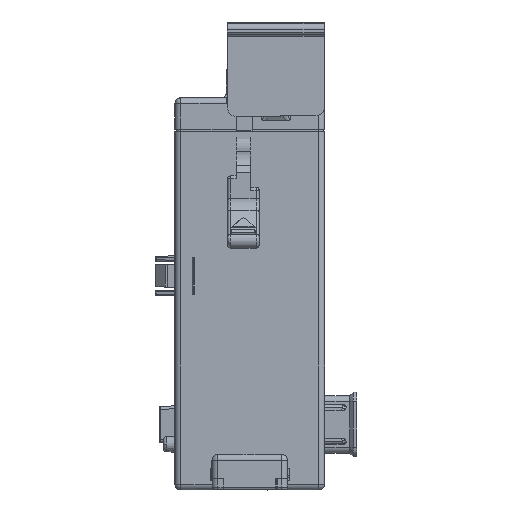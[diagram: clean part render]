
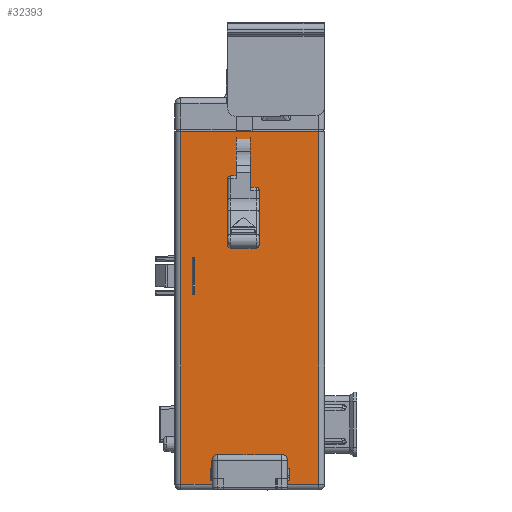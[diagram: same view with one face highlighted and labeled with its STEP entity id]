
A CAD part, front view. The second image highlights one B-rep face of the part: STEP entity #32393.
In plain terms, the highlighted planar face has unit normal (0, -1, 0).
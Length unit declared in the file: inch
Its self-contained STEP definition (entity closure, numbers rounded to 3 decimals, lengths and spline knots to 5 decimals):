
#187 = CARTESIAN_POINT ( 'NONE',  ( 0.47868, -1.51293, -2.42633 ) ) ;
#2330 = VECTOR ( 'NONE', #70044, 39.37008 ) ;
#6737 = LINE ( 'NONE', #11015, #212217 ) ;
#7055 = EDGE_CURVE ( 'NONE', #91404, #204170, #64266, .T. ) ;
#9047 = EDGE_LOOP ( 'NONE', ( #29738, #77048, #56759, #194302, #55224, #197917, #69556, #204632, #46705, #140970, #136755, #193355 ) ) ;
#11015 = CARTESIAN_POINT ( 'NONE',  ( -0.24672, -1.51293, -2.42633 ) ) ;
#12909 = DIRECTION ( 'NONE',  ( 0., 1., 0. ) ) ;
#14000 = EDGE_CURVE ( 'NONE', #102346, #204170, #85971, .T. ) ;
#14814 = VECTOR ( 'NONE', #173899, 39.37008 ) ;
#17119 = VECTOR ( 'NONE', #61274, 39.37008 ) ;
#17193 = DIRECTION ( 'NONE',  ( 0., 0., -1. ) ) ;
#19515 = CARTESIAN_POINT ( 'NONE',  ( 0.2769, -1.51293, -2.4027 ) ) ;
#21509 = VECTOR ( 'NONE', #178059, 39.37008 ) ;
#21734 = DIRECTION ( 'NONE',  ( -1., 0., 0. ) ) ;
#24470 = CARTESIAN_POINT ( 'NONE',  ( -0.20735, -1.51293, -2.4027 ) ) ;
#25279 = EDGE_CURVE ( 'NONE', #195482, #213107, #191521, .T. ) ;
#29738 = ORIENTED_EDGE ( 'NONE', *, *, #208749, .F. ) ;
#32393 = ADVANCED_FACE ( 'NONE', ( #193075 ), #139557, .F. ) ;
#33289 = CARTESIAN_POINT ( 'NONE',  ( -0.47211, -1.51293, 0. ) ) ;
#38337 = VECTOR ( 'NONE', #21734, 39.37008 ) ;
#38549 = LINE ( 'NONE', #109789, #17119 ) ;
#43291 = CARTESIAN_POINT ( 'NONE',  ( 0.25328, -1.51293, -2.4027 ) ) ;
#45696 = CARTESIAN_POINT ( 'NONE',  ( -0.27034, -1.51293, -2.31806 ) ) ;
#46705 = ORIENTED_EDGE ( 'NONE', *, *, #67171, .F. ) ;
#46969 = DIRECTION ( 'NONE',  ( 1., 0., 0. ) ) ;
#48555 = CARTESIAN_POINT ( 'NONE',  ( 0.2769, -1.51293, -2.31806 ) ) ;
#49753 = VECTOR ( 'NONE', #105730, 39.37008 ) ;
#50876 = EDGE_CURVE ( 'NONE', #54839, #185255, #199528, .T. ) ;
#52152 = CARTESIAN_POINT ( 'NONE',  ( -0.47211, -1.51293, -0.00467 ) ) ;
#54839 = VERTEX_POINT ( 'NONE', #33289 ) ;
#55224 = ORIENTED_EDGE ( 'NONE', *, *, #14000, .F. ) ;
#56759 = ORIENTED_EDGE ( 'NONE', *, *, #200728, .F. ) ;
#57249 = CARTESIAN_POINT ( 'NONE',  ( 0.2769, -1.51293, 0.4284 ) ) ;
#58219 = CARTESIAN_POINT ( 'NONE',  ( 0.51805, -1.51293, -2.42633 ) ) ;
#61274 = DIRECTION ( 'NONE',  ( 0., 0., 1. ) ) ;
#62202 = CARTESIAN_POINT ( 'NONE',  ( 1.08808, -1.51293, -2.31806 ) ) ;
#64266 = LINE ( 'NONE', #24470, #21509 ) ;
#67171 = EDGE_CURVE ( 'NONE', #186151, #98795, #38549, .T. ) ;
#67389 = VECTOR ( 'NONE', #193465, 39.37008 ) ;
#68359 = CARTESIAN_POINT ( 'NONE',  ( 0.25328, -1.51293, -2.42633 ) ) ;
#69556 = ORIENTED_EDGE ( 'NONE', *, *, #159584, .F. ) ;
#70044 = DIRECTION ( 'NONE',  ( 0., 0., 1. ) ) ;
#77048 = ORIENTED_EDGE ( 'NONE', *, *, #25279, .F. ) ;
#79034 = EDGE_CURVE ( 'NONE', #215437, #186151, #190504, .T. ) ;
#79781 = CARTESIAN_POINT ( 'NONE',  ( -0.24672, -1.51293, -2.42633 ) ) ;
#85971 = LINE ( 'NONE', #175323, #174161 ) ;
#91404 = VERTEX_POINT ( 'NONE', #167131 ) ;
#98369 = LINE ( 'NONE', #52152, #2330 ) ;
#98795 = VERTEX_POINT ( 'NONE', #43291 ) ;
#100198 = LINE ( 'NONE', #19515, #14814 ) ;
#102346 = VERTEX_POINT ( 'NONE', #45696 ) ;
#105730 = DIRECTION ( 'NONE',  ( 0., 0., 1. ) ) ;
#109789 = CARTESIAN_POINT ( 'NONE',  ( 0.25328, -1.51293, -2.4027 ) ) ;
#111417 = VECTOR ( 'NONE', #46969, 39.37008 ) ;
#124541 = CARTESIAN_POINT ( 'NONE',  ( -0.47211, -1.51293, -2.42633 ) ) ;
#127320 = CARTESIAN_POINT ( 'NONE',  ( 0.51805, -1.51293, -2.42633 ) ) ;
#128937 = EDGE_CURVE ( 'NONE', #185255, #215437, #160858, .T. ) ;
#131908 = CARTESIAN_POINT ( 'NONE',  ( -0.47211, -1.51293, 0. ) ) ;
#132267 = EDGE_CURVE ( 'NONE', #186052, #98795, #100198, .T. ) ;
#136755 = ORIENTED_EDGE ( 'NONE', *, *, #128937, .F. ) ;
#138904 = CARTESIAN_POINT ( 'NONE',  ( 0.47868, -1.51293, 0. ) ) ;
#139557 = PLANE ( 'NONE',  #187024 ) ;
#140970 = ORIENTED_EDGE ( 'NONE', *, *, #79034, .F. ) ;
#142219 = CARTESIAN_POINT ( 'NONE',  ( -0.27034, -1.51293, -2.4027 ) ) ;
#142792 = LINE ( 'NONE', #62202, #148141 ) ;
#146003 = VECTOR ( 'NONE', #179558, 39.37008 ) ;
#148141 = VECTOR ( 'NONE', #180830, 39.37008 ) ;
#159006 = CARTESIAN_POINT ( 'NONE',  ( 0.47868, -1.51293, 0.4284 ) ) ;
#159230 = LINE ( 'NONE', #57249, #49753 ) ;
#159584 = EDGE_CURVE ( 'NONE', #186052, #183487, #159230, .T. ) ;
#160076 = EDGE_CURVE ( 'NONE', #102346, #183487, #142792, .T. ) ;
#160858 = LINE ( 'NONE', #159006, #67389 ) ;
#166834 = CARTESIAN_POINT ( 'NONE',  ( 0.51805, -1.51293, 0.4284 ) ) ;
#167131 = CARTESIAN_POINT ( 'NONE',  ( -0.24672, -1.51293, -2.4027 ) ) ;
#171020 = DIRECTION ( 'NONE',  ( 0., 0., 1. ) ) ;
#173899 = DIRECTION ( 'NONE',  ( -1., 0., 0. ) ) ;
#174161 = VECTOR ( 'NONE', #17193, 39.37008 ) ;
#175323 = CARTESIAN_POINT ( 'NONE',  ( -0.27034, -1.51293, 0.4284 ) ) ;
#178059 = DIRECTION ( 'NONE',  ( -1., 0., 0. ) ) ;
#179558 = DIRECTION ( 'NONE',  ( -1., 0., 0. ) ) ;
#180830 = DIRECTION ( 'NONE',  ( 1., 0., 0. ) ) ;
#183487 = VERTEX_POINT ( 'NONE', #48555 ) ;
#185255 = VERTEX_POINT ( 'NONE', #138904 ) ;
#186052 = VERTEX_POINT ( 'NONE', #189216 ) ;
#186151 = VERTEX_POINT ( 'NONE', #68359 ) ;
#187024 = AXIS2_PLACEMENT_3D ( 'NONE', #166834, #12909, #171020 ) ;
#189216 = CARTESIAN_POINT ( 'NONE',  ( 0.2769, -1.51293, -2.4027 ) ) ;
#190504 = LINE ( 'NONE', #58219, #38337 ) ;
#191521 = LINE ( 'NONE', #127320, #146003 ) ;
#193075 = FACE_OUTER_BOUND ( 'NONE', #9047, .T. ) ;
#193355 = ORIENTED_EDGE ( 'NONE', *, *, #50876, .F. ) ;
#193465 = DIRECTION ( 'NONE',  ( 0., 0., -1. ) ) ;
#194302 = ORIENTED_EDGE ( 'NONE', *, *, #7055, .T. ) ;
#195482 = VERTEX_POINT ( 'NONE', #79781 ) ;
#197917 = ORIENTED_EDGE ( 'NONE', *, *, #160076, .T. ) ;
#199528 = LINE ( 'NONE', #131908, #111417 ) ;
#200728 = EDGE_CURVE ( 'NONE', #91404, #195482, #6737, .T. ) ;
#204170 = VERTEX_POINT ( 'NONE', #142219 ) ;
#204632 = ORIENTED_EDGE ( 'NONE', *, *, #132267, .T. ) ;
#208749 = EDGE_CURVE ( 'NONE', #213107, #54839, #98369, .T. ) ;
#212217 = VECTOR ( 'NONE', #213946, 39.37008 ) ;
#213107 = VERTEX_POINT ( 'NONE', #124541 ) ;
#213946 = DIRECTION ( 'NONE',  ( 0., 0., -1. ) ) ;
#215437 = VERTEX_POINT ( 'NONE', #187 ) ;
